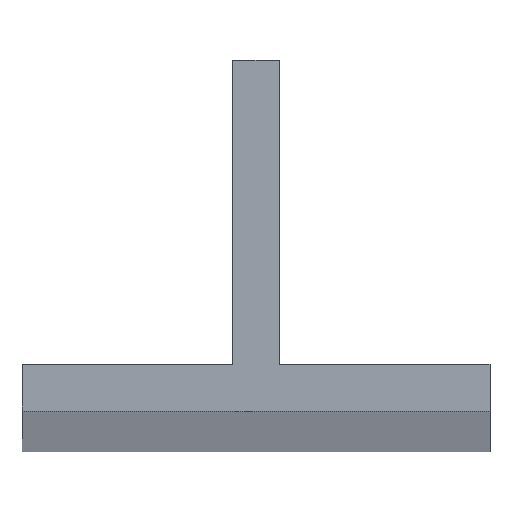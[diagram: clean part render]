
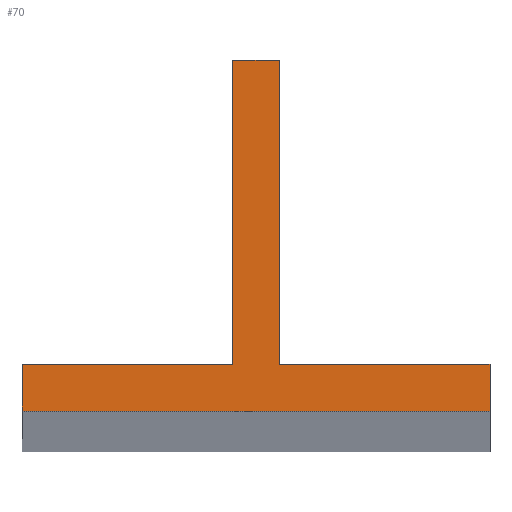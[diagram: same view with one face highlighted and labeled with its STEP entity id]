
A CAD part, top view. The second image highlights one B-rep face of the part: STEP entity #70.
In plain terms, the highlighted planar face has unit normal (0, 0, 1).
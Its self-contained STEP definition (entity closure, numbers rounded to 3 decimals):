
#11 = CARTESIAN_POINT ( 'NONE',  ( 10., 0., 1000. ) ) ;
#17 = DIRECTION ( 'NONE',  ( 0., -1., 0. ) ) ;
#22 = LINE ( 'NONE', #144, #135 ) ;
#23 = VERTEX_POINT ( 'NONE', #347 ) ;
#25 = ORIENTED_EDGE ( 'NONE', *, *, #87, .T. ) ;
#31 = DIRECTION ( 'NONE',  ( -1., 0., 0. ) ) ;
#34 = VERTEX_POINT ( 'NONE', #11 ) ;
#36 = CARTESIAN_POINT ( 'NONE',  ( 10., 0., 1000. ) ) ;
#42 = CARTESIAN_POINT ( 'NONE',  ( -10., 2., 1000. ) ) ;
#51 = ORIENTED_EDGE ( 'NONE', *, *, #363, .T. ) ;
#55 = DIRECTION ( 'NONE',  ( -1., 0., 0. ) ) ;
#59 = PLANE ( 'NONE',  #305 ) ;
#65 = VERTEX_POINT ( 'NONE', #318 ) ;
#70 = ADVANCED_FACE ( 'NONE', ( #255 ), #59, .F. ) ;
#72 = DIRECTION ( 'NONE',  ( -1., 0., 0. ) ) ;
#73 = LINE ( 'NONE', #272, #294 ) ;
#79 = VECTOR ( 'NONE', #72, 1000. ) ;
#84 = DIRECTION ( 'NONE',  ( -1., 0., 0. ) ) ;
#87 = EDGE_CURVE ( 'NONE', #34, #65, #153, .T. ) ;
#88 = DIRECTION ( 'NONE',  ( 0., 1., 0. ) ) ;
#95 = CARTESIAN_POINT ( 'NONE',  ( -10., 0., 1000. ) ) ;
#98 = VERTEX_POINT ( 'NONE', #225 ) ;
#101 = DIRECTION ( 'NONE',  ( 0., 1., 0. ) ) ;
#102 = LINE ( 'NONE', #95, #129 ) ;
#104 = LINE ( 'NONE', #344, #123 ) ;
#109 = ORIENTED_EDGE ( 'NONE', *, *, #366, .T. ) ;
#110 = LINE ( 'NONE', #281, #230 ) ;
#113 = ORIENTED_EDGE ( 'NONE', *, *, #228, .T. ) ;
#123 = VECTOR ( 'NONE', #55, 1000. ) ;
#125 = CARTESIAN_POINT ( 'NONE',  ( 0., 0., 1000. ) ) ;
#129 = VECTOR ( 'NONE', #208, 1000. ) ;
#135 = VECTOR ( 'NONE', #250, 1000. ) ;
#144 = CARTESIAN_POINT ( 'NONE',  ( -10., 0., 1000. ) ) ;
#153 = LINE ( 'NONE', #36, #181 ) ;
#154 = CARTESIAN_POINT ( 'NONE',  ( 1., 2., 1000. ) ) ;
#167 = VERTEX_POINT ( 'NONE', #361 ) ;
#173 = VERTEX_POINT ( 'NONE', #357 ) ;
#181 = VECTOR ( 'NONE', #88, 1000. ) ;
#188 = ORIENTED_EDGE ( 'NONE', *, *, #358, .T. ) ;
#191 = EDGE_CURVE ( 'NONE', #167, #198, #296, .T. ) ;
#198 = VERTEX_POINT ( 'NONE', #42 ) ;
#205 = CARTESIAN_POINT ( 'NONE',  ( -10., 2., 1000. ) ) ;
#208 = DIRECTION ( 'NONE',  ( 1., 0., 0. ) ) ;
#216 = EDGE_CURVE ( 'NONE', #98, #34, #102, .T. ) ;
#225 = CARTESIAN_POINT ( 'NONE',  ( -10., 0., 1000. ) ) ;
#228 = EDGE_CURVE ( 'NONE', #266, #23, #299, .T. ) ;
#230 = VECTOR ( 'NONE', #84, 1000. ) ;
#250 = DIRECTION ( 'NONE',  ( 0., -1., 0. ) ) ;
#255 = FACE_OUTER_BOUND ( 'NONE', #310, .T. ) ;
#266 = VERTEX_POINT ( 'NONE', #154 ) ;
#267 = EDGE_CURVE ( 'NONE', #173, #167, #73, .T. ) ;
#272 = CARTESIAN_POINT ( 'NONE',  ( -1., 2., 1000. ) ) ;
#281 = CARTESIAN_POINT ( 'NONE',  ( -1., 15., 1000. ) ) ;
#287 = DIRECTION ( 'NONE',  ( 0., 0., -1. ) ) ;
#294 = VECTOR ( 'NONE', #17, 1000. ) ;
#296 = LINE ( 'NONE', #205, #79 ) ;
#299 = LINE ( 'NONE', #326, #340 ) ;
#305 = AXIS2_PLACEMENT_3D ( 'NONE', #125, #287, #31 ) ;
#310 = EDGE_LOOP ( 'NONE', ( #188, #370, #25, #51, #113, #109, #312, #368 ) ) ;
#312 = ORIENTED_EDGE ( 'NONE', *, *, #267, .T. ) ;
#318 = CARTESIAN_POINT ( 'NONE',  ( 10., 2., 1000. ) ) ;
#326 = CARTESIAN_POINT ( 'NONE',  ( 1., 2., 1000. ) ) ;
#340 = VECTOR ( 'NONE', #101, 1000. ) ;
#344 = CARTESIAN_POINT ( 'NONE',  ( 1., 2., 1000. ) ) ;
#347 = CARTESIAN_POINT ( 'NONE',  ( 1., 15., 1000. ) ) ;
#357 = CARTESIAN_POINT ( 'NONE',  ( -1., 15., 1000. ) ) ;
#358 = EDGE_CURVE ( 'NONE', #198, #98, #22, .T. ) ;
#361 = CARTESIAN_POINT ( 'NONE',  ( -1., 2., 1000. ) ) ;
#363 = EDGE_CURVE ( 'NONE', #65, #266, #104, .T. ) ;
#366 = EDGE_CURVE ( 'NONE', #23, #173, #110, .T. ) ;
#368 = ORIENTED_EDGE ( 'NONE', *, *, #191, .T. ) ;
#370 = ORIENTED_EDGE ( 'NONE', *, *, #216, .T. ) ;
